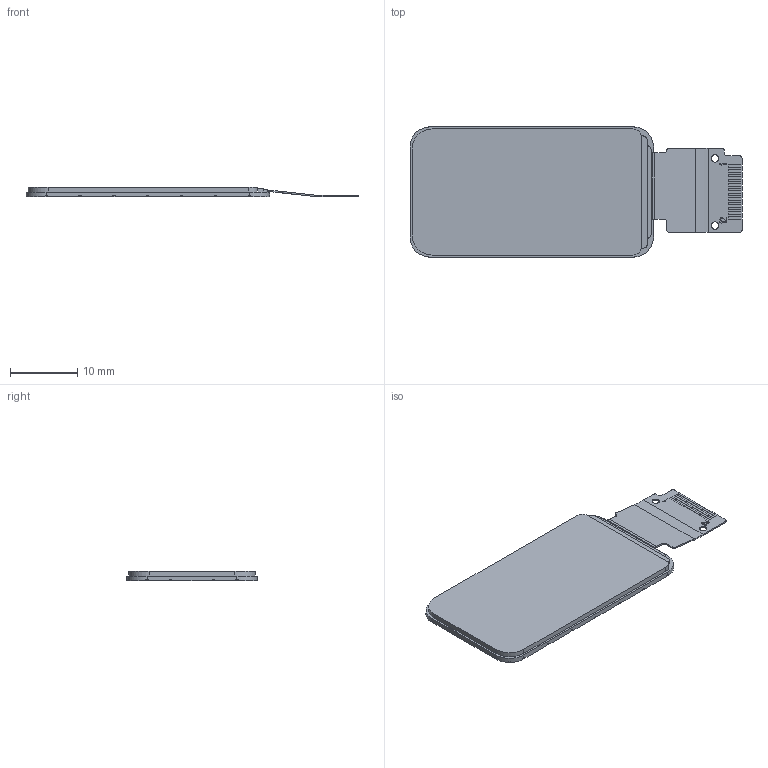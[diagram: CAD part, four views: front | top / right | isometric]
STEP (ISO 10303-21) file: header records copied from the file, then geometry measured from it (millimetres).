
FILE_DESCRIPTION(/* description */ ('Unknown'),/* implementation_level */ '2;1');
FILE_NAME(/* name */ '1.47 - IPS LCD - ST7789 - Flat',/* time_stamp */ '2024-02-05T21:46:10-05:00',/* author */ ('Unknown'),/* organization */ ('Unknown'),/* preprocessor_version */ 'ST-DEVELOPER v16.7',/* originating_system */ 'Solid Edge',/* authorisation */ 'Unknown');
FILE_SCHEMA (('AUTOMOTIVE_DESIGN {1 0 10303 214 3 1 1}'));
Length unit declared in the file: millimetre
Products named in the file (4): 1.47 - IPS LCD - ST7789 - Flat; 1.47 - IPS LCD - ST7789 - Flat Cable; 1.47 - IPS LCD - ST7789 - Screen; 1.47 - IPS LCD - ST7789 - Glass
Assembly tree (3 placements, depth 2):
  1.47 - IPS LCD - ST7789 - Flat
    1.47 - IPS LCD - ST7789 - Flat Cable
    1.47 - IPS LCD - ST7789 - Screen
    1.47 - IPS LCD - ST7789 - Glass
Bounding box: 49.46 x 19.39 x 1.47 mm (x, y, z)
Volume: 1020.2 mm3; surface area: 4300.4 mm2
Topology: 3 solids, 23 shells, 767 faces, 1927 edges, 1258 vertices
Faces by surface type: plane 552, cylinder 118, bspline 97
Full cylindrical faces by diameter (mm): 1.1 x2
Entity records: 31139 total; most frequent: CARTESIAN_POINT 8735, ORIENTED_EDGE 3822, DIRECTION 2907, EDGE_CURVE 1911, VERTEX_POINT 1258, LINE 1067, VECTOR 1067, AXIS2_PLACEMENT_3D 920
